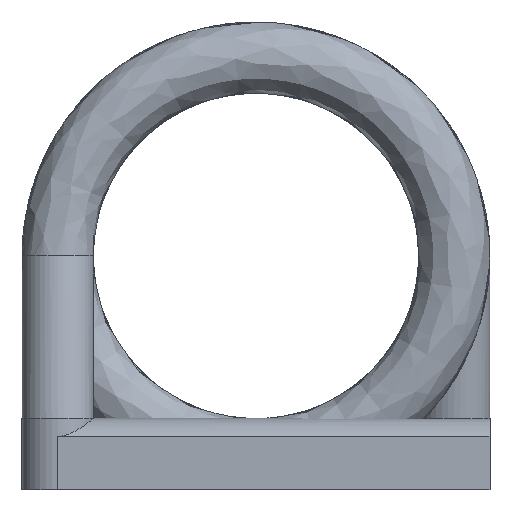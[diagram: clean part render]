
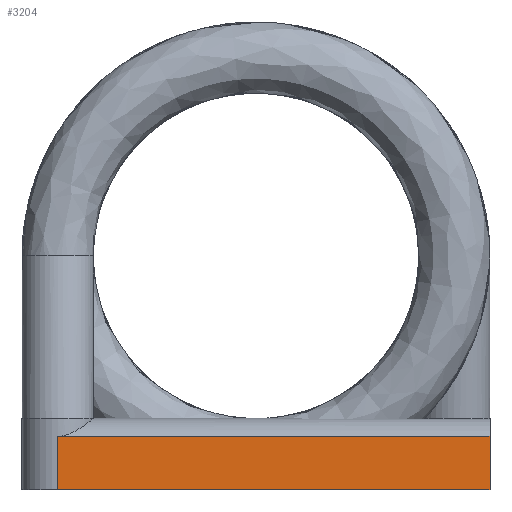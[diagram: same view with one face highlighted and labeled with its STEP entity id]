
A CAD part, left-side view. The second image highlights one B-rep face of the part: STEP entity #3204.
In plain terms, the highlighted planar face has unit normal (-1, 0, 0).
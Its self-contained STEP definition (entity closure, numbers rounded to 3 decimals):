
#2791=DIRECTION('',(0.,1.,0.));
#2975=VERTEX_POINT('',#2976);
#2976=CARTESIAN_POINT('',(-5.338,3.173,0.859));
#3039=ORIENTED_EDGE('',*,*,#3040,.T.);
#3040=EDGE_CURVE('',#2975,#3041,#3043,.T.);
#3041=VERTEX_POINT('',#3042);
#3042=CARTESIAN_POINT('',(-5.338,3.173,0.));
#3043=LINE('',#2976,#3044);
#3044=VECTOR('',#3045,1.);
#3045=DIRECTION('',(0.,0.,-1.));
#3189=VERTEX_POINT('',#3190);
#3190=CARTESIAN_POINT('',(-5.338,-3.745,0.859));
#3199=VECTOR('',#2791,1.);
#3201=EDGE_CURVE('',#3189,#2975,#3202,.T.);
#3202=LINE('',#3190,#3199);
#3204=ADVANCED_FACE('',(#3205),#3216,.T.);
#3205=FACE_BOUND('',#3206,.T.);
#3206=EDGE_LOOP('',(#3207,#3039,#3208,#3213));
#3207=ORIENTED_EDGE('',*,*,#3201,.T.);
#3208=ORIENTED_EDGE('',*,*,#3209,.F.);
#3209=EDGE_CURVE('',#3210,#3041,#3212,.T.);
#3210=VERTEX_POINT('',#3211);
#3211=CARTESIAN_POINT('',(-5.338,-3.745,0.));
#3212=LINE('',#3211,#3199);
#3213=ORIENTED_EDGE('',*,*,#3214,.F.);
#3214=EDGE_CURVE('',#3189,#3210,#3215,.T.);
#3215=LINE('',#3190,#3044);
#3216=PLANE('',#3217);
#3217=AXIS2_PLACEMENT_3D('',#3190,#3218,#3045);
#3218=DIRECTION('',(-1.,0.,0.));
